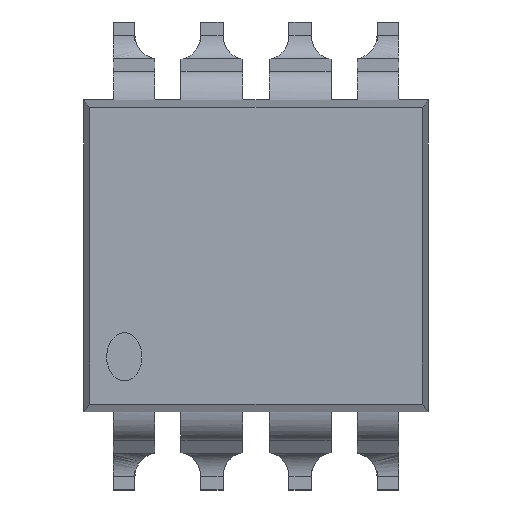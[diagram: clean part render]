
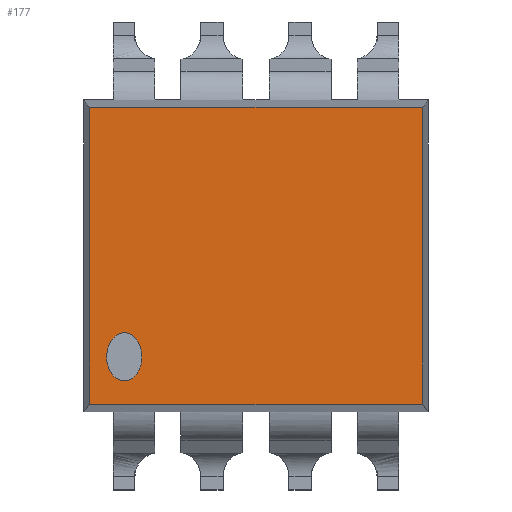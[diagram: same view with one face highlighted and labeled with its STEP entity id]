
A CAD part, top view. The second image highlights one B-rep face of the part: STEP entity #177.
In plain terms, the highlighted free-form (B-spline) face has degree [1, 1] with [2, 2] control points.
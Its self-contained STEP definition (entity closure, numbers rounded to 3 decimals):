
#24 = VERTEX_POINT('',#25);
#25 = CARTESIAN_POINT('',(-3.331,-2.92,4.493));
#30 = EDGE_CURVE('',#31,#24,#33,.T.);
#31 = VERTEX_POINT('',#32);
#32 = CARTESIAN_POINT('',(-4.347,-2.92,4.493));
#33 = ( BOUNDED_CURVE() B_SPLINE_CURVE(2,(#34,#35,#36,#37,#38),
.UNSPECIFIED.,.F.,.F.) B_SPLINE_CURVE_WITH_KNOTS((3,2,3),(3.142,
4.712,6.283),.PIECEWISE_BEZIER_KNOTS.) CURVE() 
GEOMETRIC_REPRESENTATION_ITEM() RATIONAL_B_SPLINE_CURVE((1.,
0.707,1.,0.707,1.)) REPRESENTATION_ITEM('') );
#34 = CARTESIAN_POINT('',(-4.347,-2.92,4.493));
#35 = CARTESIAN_POINT('',(-4.347,-3.611,4.493));
#36 = CARTESIAN_POINT('',(-3.839,-3.611,4.493));
#37 = CARTESIAN_POINT('',(-3.331,-3.611,4.493));
#38 = CARTESIAN_POINT('',(-3.331,-2.92,4.493));
#79 = VERTEX_POINT('',#80);
#80 = CARTESIAN_POINT('',(4.739,-4.28,4.493));
#85 = EDGE_CURVE('',#86,#79,#88,.T.);
#86 = VERTEX_POINT('',#87);
#87 = CARTESIAN_POINT('',(-4.839,-4.28,4.493));
#88 = B_SPLINE_CURVE_WITH_KNOTS('',1,(#89,#90),.UNSPECIFIED.,.F.,.F.,(2,
    2),(0.161,9.739),.PIECEWISE_BEZIER_KNOTS.);
#89 = CARTESIAN_POINT('',(-4.839,-4.28,4.493));
#90 = CARTESIAN_POINT('',(4.739,-4.28,4.493));
#113 = VERTEX_POINT('',#114);
#114 = CARTESIAN_POINT('',(4.739,4.256,4.493));
#119 = EDGE_CURVE('',#79,#113,#120,.T.);
#120 = B_SPLINE_CURVE_WITH_KNOTS('',1,(#121,#122),.UNSPECIFIED.,.F.,.F.,
  (2,2),(0.161,6.439),.PIECEWISE_BEZIER_KNOTS.);
#121 = CARTESIAN_POINT('',(4.739,-4.28,4.493));
#122 = CARTESIAN_POINT('',(4.739,4.256,4.493));
#141 = VERTEX_POINT('',#142);
#142 = CARTESIAN_POINT('',(-4.839,4.256,4.493));
#147 = EDGE_CURVE('',#113,#141,#148,.T.);
#148 = B_SPLINE_CURVE_WITH_KNOTS('',1,(#149,#150),.UNSPECIFIED.,.F.,.F.,
  (2,2),(-9.739,-0.161),.PIECEWISE_BEZIER_KNOTS.);
#149 = CARTESIAN_POINT('',(4.739,4.256,4.493));
#150 = CARTESIAN_POINT('',(-4.839,4.256,4.493));
#167 = EDGE_CURVE('',#141,#86,#168,.T.);
#168 = B_SPLINE_CURVE_WITH_KNOTS('',1,(#169,#170),.UNSPECIFIED.,.F.,.F.,
  (2,2),(-6.439,-0.161),.PIECEWISE_BEZIER_KNOTS.);
#169 = CARTESIAN_POINT('',(-4.839,4.256,4.493));
#170 = CARTESIAN_POINT('',(-4.839,-4.28,4.493));
#177 = ADVANCED_FACE('',(#178,#189),#195,.T.);
#178 = FACE_BOUND('',#179,.T.);
#179 = EDGE_LOOP('',(#180,#188));
#180 = ORIENTED_EDGE('',*,*,#181,.F.);
#181 = EDGE_CURVE('',#24,#31,#182,.T.);
#182 = ( BOUNDED_CURVE() B_SPLINE_CURVE(2,(#183,#184,#185,#186,#187),
.UNSPECIFIED.,.F.,.F.) B_SPLINE_CURVE_WITH_KNOTS((3,2,3),(0.,
1.571,3.142),.PIECEWISE_BEZIER_KNOTS.) CURVE() 
GEOMETRIC_REPRESENTATION_ITEM() RATIONAL_B_SPLINE_CURVE((1.,
0.707,1.,0.707,1.)) REPRESENTATION_ITEM('') );
#183 = CARTESIAN_POINT('',(-3.331,-2.92,4.493));
#184 = CARTESIAN_POINT('',(-3.331,-2.23,4.493));
#185 = CARTESIAN_POINT('',(-3.839,-2.23,4.493));
#186 = CARTESIAN_POINT('',(-4.347,-2.23,4.493));
#187 = CARTESIAN_POINT('',(-4.347,-2.92,4.493));
#188 = ORIENTED_EDGE('',*,*,#30,.F.);
#189 = FACE_BOUND('',#190,.T.);
#190 = EDGE_LOOP('',(#191,#192,#193,#194));
#191 = ORIENTED_EDGE('',*,*,#85,.T.);
#192 = ORIENTED_EDGE('',*,*,#119,.T.);
#193 = ORIENTED_EDGE('',*,*,#147,.T.);
#194 = ORIENTED_EDGE('',*,*,#167,.T.);
#195 = B_SPLINE_SURFACE_WITH_KNOTS('',1,1,(
    (#196,#197)
    ,(#198,#199
    )),.UNSPECIFIED.,.F.,.F.,.F.,(2,2),(2,2),(-9.739,
    -0.161),(0.161,6.439),
  .PIECEWISE_BEZIER_KNOTS.);
#196 = CARTESIAN_POINT('',(-4.839,-4.28,4.493));
#197 = CARTESIAN_POINT('',(-4.839,4.256,4.493));
#198 = CARTESIAN_POINT('',(4.739,-4.28,4.493));
#199 = CARTESIAN_POINT('',(4.739,4.256,4.493));
